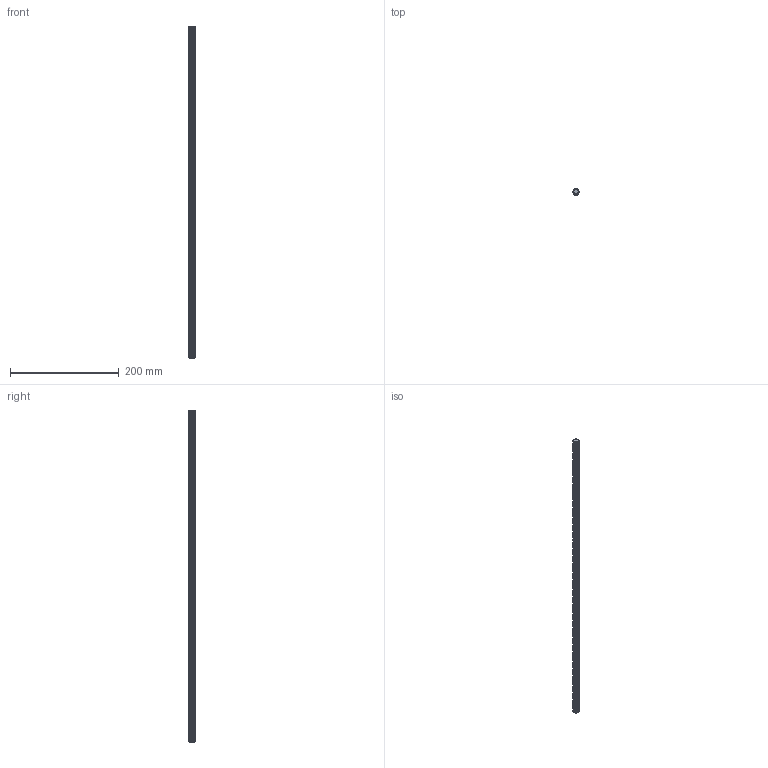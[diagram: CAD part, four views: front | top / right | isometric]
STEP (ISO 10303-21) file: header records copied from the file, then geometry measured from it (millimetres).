
FILE_DESCRIPTION((''),'2;1');
FILE_NAME('7_16 TORQSPLINE.ipt.step','2013-12-08T06:21:48',(''),(''),'Autodesk Inventor 2013','Autodesk Inventor 2013','');
FILE_SCHEMA(('AUTOMOTIVE_DESIGN { 1 0 10303 214 1 1 1 1 }'));
Length unit declared in the file: inch
Products named in the file (1): 7_16 TORQSPLINE
Bounding box: 11.34 x 11.34 x 609.6 mm (x, y, z)
Volume: 47904.7 mm3; surface area: 31512.3 mm2
Topology: 1 solids, 1 shells, 26 faces, 72 edges, 48 vertices
Faces by surface type: bspline 24, plane 2
Entity records: 37739 total; most frequent: CARTESIAN_POINT 37114, ORIENTED_EDGE 144, DIRECTION 102, EDGE_CURVE 72, AXIS2_PLACEMENT_3D 51, VERTEX_POINT 48, CIRCLE 48, EDGE_LOOP 26
